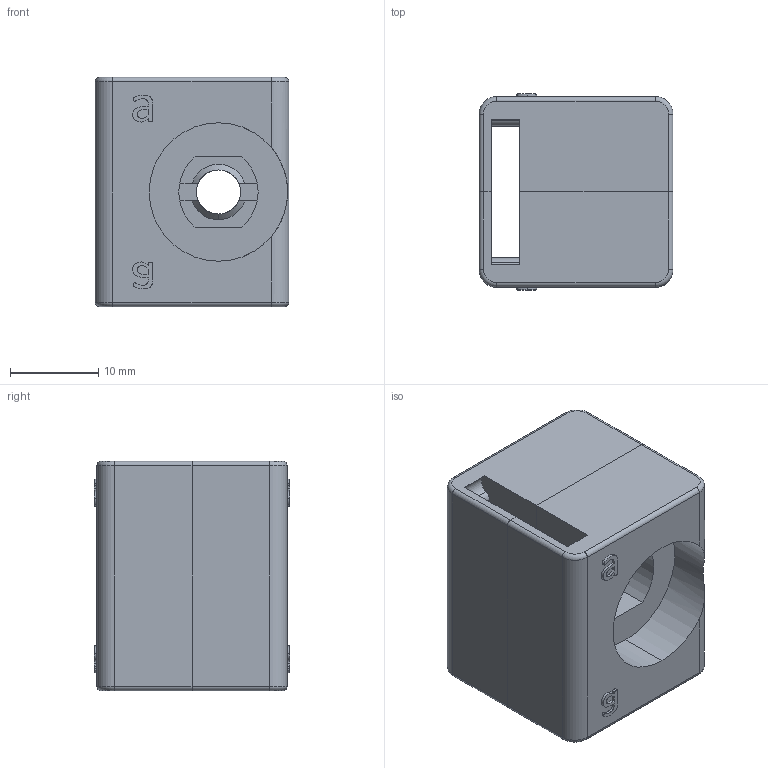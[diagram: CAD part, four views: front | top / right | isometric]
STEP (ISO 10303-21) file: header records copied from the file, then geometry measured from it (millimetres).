
FILE_DESCRIPTION (( 'STEP AP203' ), '1' );
FILE_NAME ('ILY03.35.STEP', '2022-07-28T10:33:05', ( '' ), ( '' ), 'SwSTEP 2.0', 'SolidWorks 2021', '' );
FILE_SCHEMA (( 'CONFIG_CONTROL_DESIGN' ));
Length unit declared in the file: millimetre
Products named in the file (1): ILY03.35
Bounding box: 22 x 22.2 x 26 mm (x, y, z)
Surface area: 4918 mm2 (no closed solid volume)
Topology: 0 solids, 3 shells, 166 faces, 497 edges, 337 vertices
Faces by surface type: plane 66, bspline 52, cylinder 37, torus 8, cone 3
Entity records: 8152 total; most frequent: CARTESIAN_POINT 3895, ORIENTED_EDGE 912, DIRECTION 745, EDGE_CURVE 497, VERTEX_POINT 337, VECTOR 259, LINE 259, AXIS2_PLACEMENT_3D 243
